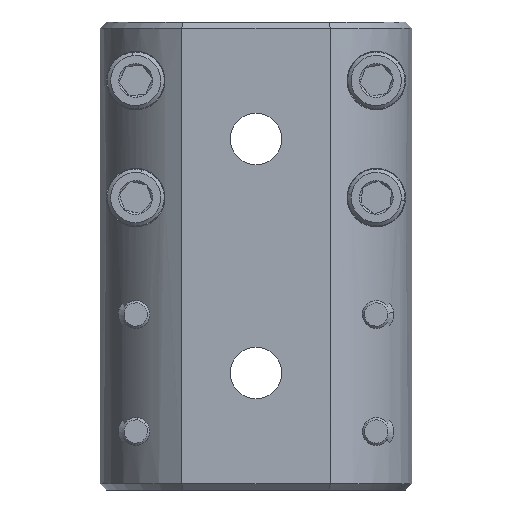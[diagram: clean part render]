
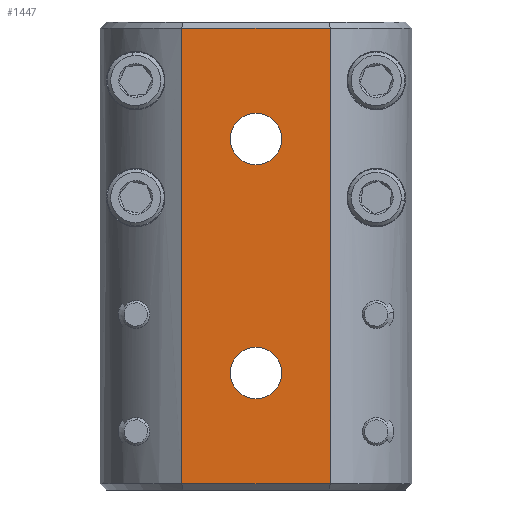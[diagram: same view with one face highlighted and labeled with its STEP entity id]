
A CAD part, front view. The second image highlights one B-rep face of the part: STEP entity #1447.
In plain terms, the highlighted face is planar.
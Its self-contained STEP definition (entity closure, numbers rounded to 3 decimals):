
#7 = CIRCLE ( 'NONE', #420, 2.1 ) ;
#40 = CARTESIAN_POINT ( 'NONE',  ( -6.062, 11.16, -18.55 ) ) ;
#192 = CARTESIAN_POINT ( 'NONE',  ( 0., 11.16, 9.525 ) ) ;
#199 = CIRCLE ( 'NONE', #2540, 2.1 ) ;
#236 = LINE ( 'NONE', #2778, #1673 ) ;
#281 = VERTEX_POINT ( 'NONE', #389 ) ;
#292 = CARTESIAN_POINT ( 'NONE',  ( 0., 11.16, -11.625 ) ) ;
#350 = CARTESIAN_POINT ( 'NONE',  ( 0., 11.16, -9.525 ) ) ;
#361 = DIRECTION ( 'NONE',  ( 0., -1., 0. ) ) ;
#389 = CARTESIAN_POINT ( 'NONE',  ( 0., 11.16, 11.625 ) ) ;
#392 = VERTEX_POINT ( 'NONE', #679 ) ;
#420 = AXIS2_PLACEMENT_3D ( 'NONE', #192, #2075, #2527 ) ;
#439 = VERTEX_POINT ( 'NONE', #1203 ) ;
#507 = ORIENTED_EDGE ( 'NONE', *, *, #942, .F. ) ;
#529 = CARTESIAN_POINT ( 'NONE',  ( 0., 11.16, 9.525 ) ) ;
#595 = EDGE_CURVE ( 'NONE', #281, #1524, #199, .T. ) ;
#600 = DIRECTION ( 'NONE',  ( 0., 1., 0. ) ) ;
#601 = CARTESIAN_POINT ( 'NONE',  ( 0., 11.16, 0. ) ) ;
#679 = CARTESIAN_POINT ( 'NONE',  ( 0., 11.16, -7.425 ) ) ;
#686 = EDGE_CURVE ( 'NONE', #1745, #392, #2298, .T. ) ;
#794 = LINE ( 'NONE', #1772, #2588 ) ;
#807 = ORIENTED_EDGE ( 'NONE', *, *, #595, .F. ) ;
#818 = EDGE_LOOP ( 'NONE', ( #2391, #1517, #507, #1129 ) ) ;
#832 = FACE_BOUND ( 'NONE', #862, .T. ) ;
#862 = EDGE_LOOP ( 'NONE', ( #807, #2599 ) ) ;
#942 = EDGE_CURVE ( 'NONE', #1885, #2498, #1797, .T. ) ;
#955 = VERTEX_POINT ( 'NONE', #40 ) ;
#994 = DIRECTION ( 'NONE',  ( 0., 1., 0. ) ) ;
#1067 = EDGE_CURVE ( 'NONE', #439, #2498, #236, .T. ) ;
#1081 = DIRECTION ( 'NONE',  ( 1., 0., 0. ) ) ;
#1129 = ORIENTED_EDGE ( 'NONE', *, *, #2383, .T. ) ;
#1203 = CARTESIAN_POINT ( 'NONE',  ( -6.062, 11.16, 18.55 ) ) ;
#1232 = FACE_OUTER_BOUND ( 'NONE', #818, .T. ) ;
#1409 = DIRECTION ( 'NONE',  ( 0., 0., 1. ) ) ;
#1447 = ADVANCED_FACE ( 'NONE', ( #2017, #832, #1232 ), #1566, .F. ) ;
#1464 = EDGE_CURVE ( 'NONE', #439, #955, #794, .T. ) ;
#1516 = AXIS2_PLACEMENT_3D ( 'NONE', #350, #600, #1081 ) ;
#1517 = ORIENTED_EDGE ( 'NONE', *, *, #1067, .T. ) ;
#1524 = VERTEX_POINT ( 'NONE', #1784 ) ;
#1550 = EDGE_CURVE ( 'NONE', #1524, #281, #7, .T. ) ;
#1566 = PLANE ( 'NONE',  #1908 ) ;
#1673 = VECTOR ( 'NONE', #2559, 1000. ) ;
#1745 = VERTEX_POINT ( 'NONE', #292 ) ;
#1772 = CARTESIAN_POINT ( 'NONE',  ( -6.062, 11.16, 19.05 ) ) ;
#1784 = CARTESIAN_POINT ( 'NONE',  ( 0., 11.16, 7.425 ) ) ;
#1786 = EDGE_CURVE ( 'NONE', #392, #1745, #2401, .T. ) ;
#1797 = LINE ( 'NONE', #2585, #2297 ) ;
#1812 = CARTESIAN_POINT ( 'NONE',  ( 0., 11.16, -18.55 ) ) ;
#1869 = LINE ( 'NONE', #1812, #2402 ) ;
#1871 = AXIS2_PLACEMENT_3D ( 'NONE', #1950, #1963, #2177 ) ;
#1885 = VERTEX_POINT ( 'NONE', #2445 ) ;
#1908 = AXIS2_PLACEMENT_3D ( 'NONE', #601, #361, #2712 ) ;
#1917 = ORIENTED_EDGE ( 'NONE', *, *, #686, .F. ) ;
#1918 = CARTESIAN_POINT ( 'NONE',  ( 6.062, 11.16, 18.55 ) ) ;
#1950 = CARTESIAN_POINT ( 'NONE',  ( 0., 11.16, -9.525 ) ) ;
#1963 = DIRECTION ( 'NONE',  ( 0., 1., 0. ) ) ;
#2017 = FACE_BOUND ( 'NONE', #2202, .T. ) ;
#2029 = DIRECTION ( 'NONE',  ( 0., 0., -1. ) ) ;
#2075 = DIRECTION ( 'NONE',  ( 0., 1., 0. ) ) ;
#2177 = DIRECTION ( 'NONE',  ( 1., 0., 0. ) ) ;
#2202 = EDGE_LOOP ( 'NONE', ( #2639, #1917 ) ) ;
#2297 = VECTOR ( 'NONE', #1409, 1000. ) ;
#2298 = CIRCLE ( 'NONE', #1516, 2.1 ) ;
#2383 = EDGE_CURVE ( 'NONE', #1885, #955, #1869, .T. ) ;
#2391 = ORIENTED_EDGE ( 'NONE', *, *, #1464, .F. ) ;
#2401 = CIRCLE ( 'NONE', #1871, 2.1 ) ;
#2402 = VECTOR ( 'NONE', #2525, 1000. ) ;
#2445 = CARTESIAN_POINT ( 'NONE',  ( 6.062, 11.16, -18.55 ) ) ;
#2498 = VERTEX_POINT ( 'NONE', #1918 ) ;
#2525 = DIRECTION ( 'NONE',  ( -1., 0., 0. ) ) ;
#2527 = DIRECTION ( 'NONE',  ( 1., 0., 0. ) ) ;
#2540 = AXIS2_PLACEMENT_3D ( 'NONE', #529, #994, #2893 ) ;
#2559 = DIRECTION ( 'NONE',  ( 1., 0., 0. ) ) ;
#2585 = CARTESIAN_POINT ( 'NONE',  ( 6.062, 11.16, 19.05 ) ) ;
#2588 = VECTOR ( 'NONE', #2029, 1000. ) ;
#2599 = ORIENTED_EDGE ( 'NONE', *, *, #1550, .F. ) ;
#2639 = ORIENTED_EDGE ( 'NONE', *, *, #1786, .F. ) ;
#2712 = DIRECTION ( 'NONE',  ( 1., 0., 0. ) ) ;
#2778 = CARTESIAN_POINT ( 'NONE',  ( 6.062, 11.16, 18.55 ) ) ;
#2893 = DIRECTION ( 'NONE',  ( 1., 0., 0. ) ) ;
